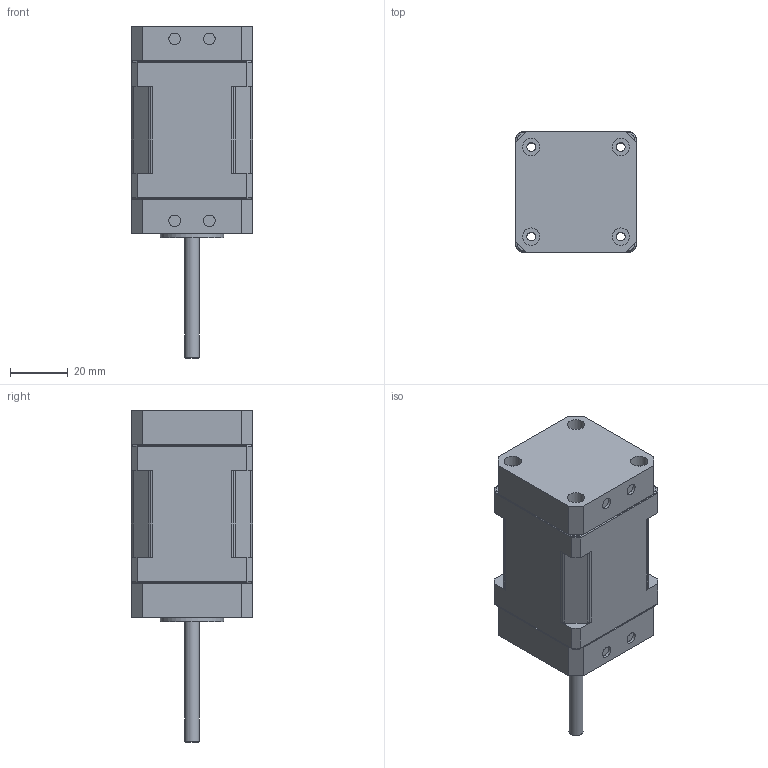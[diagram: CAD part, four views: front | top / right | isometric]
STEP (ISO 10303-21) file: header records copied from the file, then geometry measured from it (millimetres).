
FILE_DESCRIPTION(('HOOPS Exchange Step'),'2;1');
FILE_NAME('temp_export','2025-10-13T05:07:21-05:00',('DentedAF'),('Shapr3D Limited'),'HOOPS Exchange 2025.5','Shapr3D','Authorized');
FILE_SCHEMA( ('AP242_MANAGED_MODEL_BASED_3D_ENGINEERING_MIM_LF {1 0 10303 442 1 1 4}') );
Length unit declared in the file: millimetre
Products named in the file (6): Nema 17; Bottom; Top; Mockup; Dual Endcap Water Cooling V1.0; root
Assembly tree (5 placements, depth 4):
  root
    Dual Endcap Water Cooling V1.0
      Mockup
        Nema 17
        Bottom
        Top
Bounding box: 42 x 42 x 115 mm (x, y, z)
Volume: 122124 mm3; surface area: 26162.4 mm2
Topology: 3 solids, 3 shells, 1068 faces, 2917 edges, 1949 vertices
Faces by surface type: bspline 507, plane 475, cylinder 78, cone 7, torus 1
Full cylindrical faces by diameter (mm): 3 x4, 3.05 x8, 4 x4, 5 x2, 5.5 x1, 6 x4, 8.5 x1, 9 x3, 22 x2
Entity records: 42648 total; most frequent: CARTESIAN_POINT 18501, ORIENTED_EDGE 5834, DIRECTION 3231, EDGE_CURVE 2917, VERTEX_POINT 1949, VECTOR 1717, LINE 1717, EDGE_LOOP 1188
